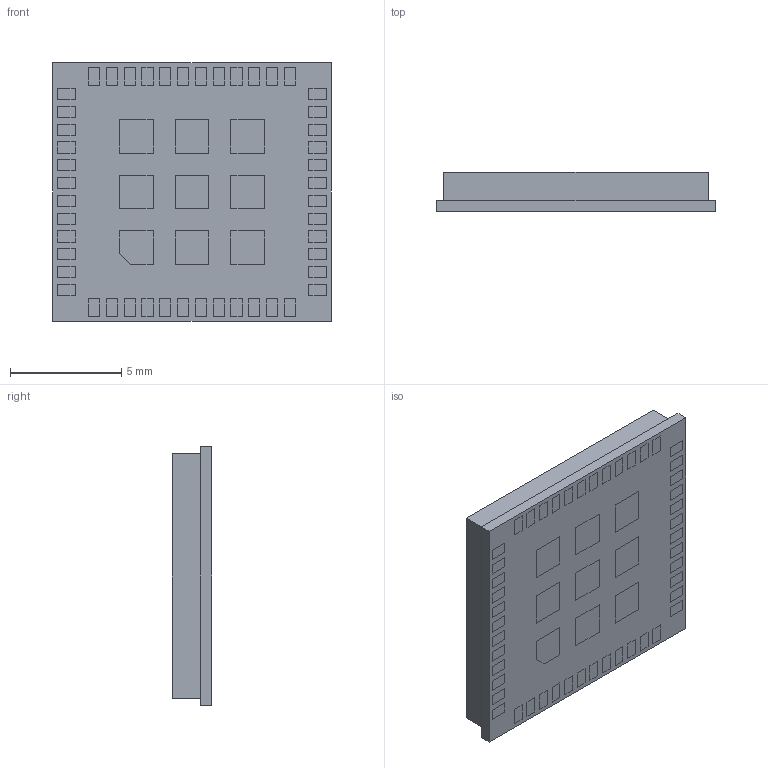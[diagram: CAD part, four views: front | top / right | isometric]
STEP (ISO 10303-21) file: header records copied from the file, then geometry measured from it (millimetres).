
FILE_DESCRIPTION (( 'STEP AP214' ), '1' );
FILE_NAME ('CMWX1ZZABZ-078.STEP', '2019-01-14T13:40:41', ( '' ), ( '' ), 'SwSTEP 2.0', 'SolidWorks 2017', '' );
FILE_SCHEMA (( 'AUTOMOTIVE_DESIGN' ));
Length unit declared in the file: millimetre
Products named in the file (1): CMWX1ZZABZ-078
Bounding box: 12.5 x 1.76 x 11.6 mm (x, y, z)
Volume: 237.3 mm3; surface area: 749.9 mm2
Topology: 60 solids, 60 shells, 655 faces, 1428 edges, 952 vertices
Faces by surface type: plane 653, cylinder 2
Entity records: 18071 total; most frequent: CARTESIAN_POINT 3036, ORIENTED_EDGE 2856, DIRECTION 2744, EDGE_CURVE 1428, LINE 1424, VECTOR 1424, VERTEX_POINT 952, EDGE_LOOP 714
